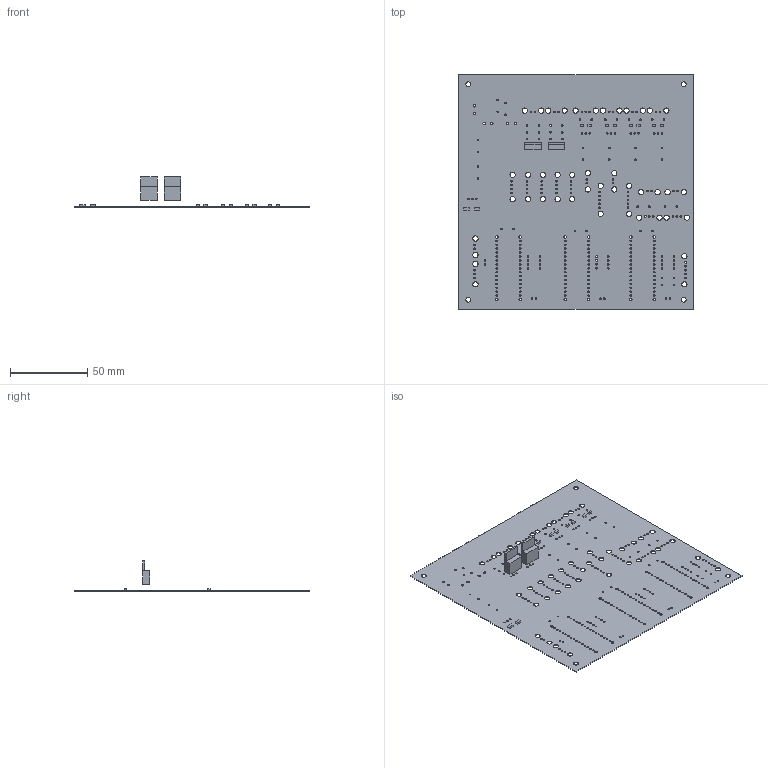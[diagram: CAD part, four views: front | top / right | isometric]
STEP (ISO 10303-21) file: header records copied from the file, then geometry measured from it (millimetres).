
FILE_DESCRIPTION(('Open CASCADE Model'),'2;1');
FILE_NAME('Open CASCADE Shape Model','2017-02-13T12:58:44',('Author'),( 'Open CASCADE'),'Open CASCADE STEP processor 6.8','Open CASCADE 6.8' ,'Unknown');
FILE_SCHEMA(('AUTOMOTIVE_DESIGN { 1 0 10303 214 1 1 1 1 }'));
Length unit declared in the file: millimetre
Products named in the file (22): PCB; BoardStormNet_PCB-BigHoles; C26StormNet_PCB-BigHoles; 1068494352; Extruded; C25StormNet_PCB-BigHoles; C16StormNet_PCB-BigHoles; 1068495376; C17StormNet_PCB-BigHoles; C19StormNet_PCB-BigHoles; C20StormNet_PCB-BigHoles; C21StormNet_PCB-BigHoles; C22StormNet_PCB-BigHoles; C23StormNet_PCB-BigHoles; C24StormNet_PCB-BigHoles; FET-RL_0StormNet_PCB-BigHoles; 1068495504; 1068495120; FET-RL_1StormNet_PCB-BigHoles
Assembly tree (31 placements, depth 4):
  PCB
    BoardStormNet_PCB-BigHoles
    C26StormNet_PCB-BigHoles
      1068494352
        Extruded
    C25StormNet_PCB-BigHoles
      1068494352
        Extruded
    C16StormNet_PCB-BigHoles
      1068495376
        Extruded
    C17StormNet_PCB-BigHoles
      1068495376
        Extruded
    C19StormNet_PCB-BigHoles
      1068494352
        Extruded
    C20StormNet_PCB-BigHoles
      1068494352
        Extruded
    C21StormNet_PCB-BigHoles
      1068494352
        Extruded
    C22StormNet_PCB-BigHoles
      1068494352
        Extruded
    C23StormNet_PCB-BigHoles
      1068494352
        Extruded
    C24StormNet_PCB-BigHoles
      1068494352
        Extruded
    FET-RL_0StormNet_PCB-BigHoles
      1068495504
        Extruded
      1068495120
        Extruded
    FET-RL_1StormNet_PCB-BigHoles
      1068495504
        Extruded
      1068495120
        Extruded
Bounding box: 152.4 x 152.4 x 19.71 mm (x, y, z)
Volume: 10429.4 mm3; surface area: 47241.4 mm2
Topology: 15 solids, 15 shells, 416 faces, 1158 edges, 772 vertices
Faces by surface type: cylinder 326, plane 90
Full cylindrical faces by diameter (mm): 1.016 x256, 1.118 x4, 1.524 x6, 1.651 x12, 3.175 x4, 3.404 x44
Entity records: 27486 total; most frequent: DIRECTION 4542, CARTESIAN_POINT 4194, ORIENTED_EDGE 2076, PCURVE 2076, DEFINITIONAL_REPRESENTATION 2076, LINE 1810, VECTOR 1810, CIRCLE 1304
